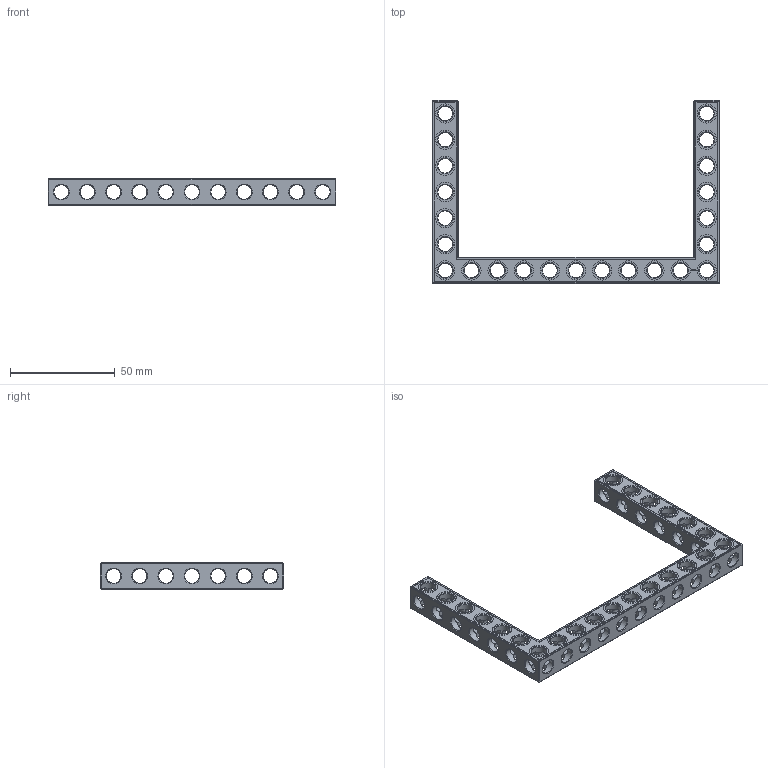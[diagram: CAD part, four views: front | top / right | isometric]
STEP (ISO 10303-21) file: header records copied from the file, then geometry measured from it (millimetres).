
FILE_DESCRIPTION(('FreeCAD Model'),'2;1');
FILE_NAME('Open CASCADE Shape Model','2022-02-26T14:59:47',('Author'),( ''),'Open CASCADE STEP processor 7.5','FreeCAD','Unknown');
FILE_SCHEMA(('AUTOMOTIVE_DESIGN { 1 0 10303 214 1 1 1 1 }'));
Products named in the file (1): Beam AGD ESS USH SYM BU11x07x01 - SPN-BEM-0466 (stemfie.org)
Bounding box: 137.5 x 87.5 x 12.5 mm (x, y, z)
Volume: 22469.9 mm3; surface area: 20151 mm2
Topology: 1 solids, 1 shells, 802 faces, 2379 edges, 1545 vertices
Faces by surface type: plane 399, extrusion 170, cylinder 139, cone 94
Full cylindrical faces by diameter (mm): 6.98 x16, 7 x100, 9.2 x23
Entity records: 123291 total; most frequent: CARTESIAN_POINT 78633, DIRECTION 7217, VECTOR 4824, ORIENTED_EDGE 4758, PCURVE 4758, DEFINITIONAL_REPRESENTATION 4758, LINE 4654, EDGE_CURVE 2379
